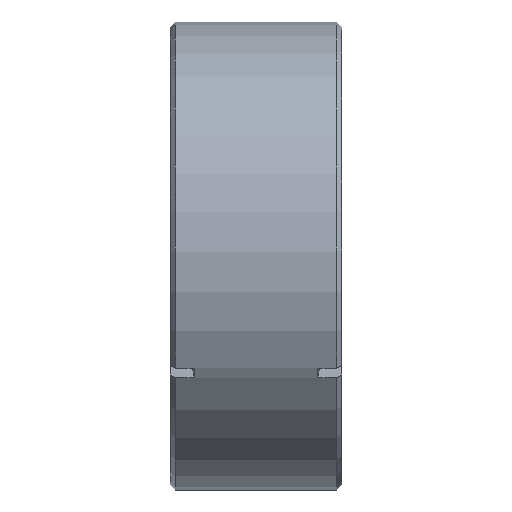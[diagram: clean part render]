
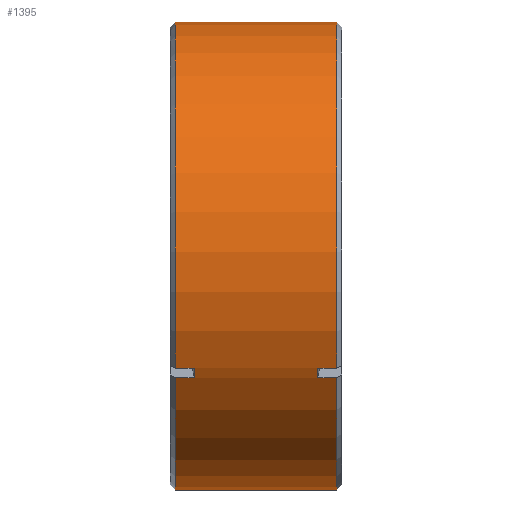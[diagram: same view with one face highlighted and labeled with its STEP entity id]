
A CAD part, front view. The second image highlights one B-rep face of the part: STEP entity #1395.
In plain terms, the highlighted cylindrical face has radius 34.671 mm (diameter 69.342 mm), a partial arc.
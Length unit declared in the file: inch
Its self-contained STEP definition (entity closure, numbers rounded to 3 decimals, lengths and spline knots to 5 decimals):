
#1 = CARTESIAN_POINT ( 'NONE',  ( 0.13999, -1.19732, -0.65548 ) ) ;
#11 = VECTOR ( 'NONE', #1015, 39.37008 ) ;
#30 = CARTESIAN_POINT ( 'NONE',  ( 0.86001, -1.16632, -0.70917 ) ) ;
#36 = VERTEX_POINT ( 'NONE', #2071 ) ;
#64 = EDGE_CURVE ( 'NONE', #1797, #36, #1291, .T. ) ;
#82 = LINE ( 'NONE', #677, #2254 ) ;
#84 = CIRCLE ( 'NONE', #1427, 1.365 ) ;
#85 = DIRECTION ( 'NONE',  ( 0., 0., -1. ) ) ;
#204 = ORIENTED_EDGE ( 'NONE', *, *, #889, .T. ) ;
#243 = CIRCLE ( 'NONE', #1804, 1.365 ) ;
#283 = DIRECTION ( 'NONE',  ( 1., 0., 0. ) ) ;
#307 = VERTEX_POINT ( 'NONE', #455 ) ;
#348 = AXIS2_PLACEMENT_3D ( 'NONE', #2401, #1390, #2444 ) ;
#380 = CARTESIAN_POINT ( 'NONE',  ( 0.97, 0., 0. ) ) ;
#398 = VERTEX_POINT ( 'NONE', #466 ) ;
#402 = DIRECTION ( 'NONE',  ( 0., 0., 1. ) ) ;
#404 = EDGE_CURVE ( 'NONE', #732, #36, #82, .T. ) ;
#424 = ORIENTED_EDGE ( 'NONE', *, *, #1854, .T. ) ;
#429 = CARTESIAN_POINT ( 'NONE',  ( 0.03, 0., 1.365 ) ) ;
#434 = VECTOR ( 'NONE', #1135, 39.37008 ) ;
#439 = DIRECTION ( 'NONE',  ( -1., 0., 0. ) ) ;
#442 = EDGE_CURVE ( 'NONE', #398, #1064, #717, .T. ) ;
#455 = CARTESIAN_POINT ( 'NONE',  ( 0.13999, -1.19732, -0.65548 ) ) ;
#460 = ORIENTED_EDGE ( 'NONE', *, *, #64, .T. ) ;
#466 = CARTESIAN_POINT ( 'NONE',  ( 0.86001, -1.19732, -0.65548 ) ) ;
#489 = CARTESIAN_POINT ( 'NONE',  ( 0.97, -1.19732, -0.65548 ) ) ;
#491 = EDGE_LOOP ( 'NONE', ( #2134, #1658, #861, #204, #1579, #424, #1133, #1773, #1685, #2311, #823, #460 ) ) ;
#507 = CARTESIAN_POINT ( 'NONE',  ( 0.97, 0., -1.365 ) ) ;
#549 = VERTEX_POINT ( 'NONE', #429 ) ;
#573 = B_SPLINE_CURVE_WITH_KNOTS ( 'NONE', 3,
 ( #1386, #2361, #995, #2187 ),
 .UNSPECIFIED., .F., .F.,
 ( 4, 4 ),
 ( 0., 0.00157 ),
 .UNSPECIFIED. ) ;
#578 = VERTEX_POINT ( 'NONE', #606 ) ;
#606 = CARTESIAN_POINT ( 'NONE',  ( 0.13999, -1.16632, -0.70917 ) ) ;
#643 = CARTESIAN_POINT ( 'NONE',  ( 0.03, 0., 0. ) ) ;
#677 = CARTESIAN_POINT ( 'NONE',  ( 0., 0., -1.365 ) ) ;
#717 = LINE ( 'NONE', #1572, #434 ) ;
#732 = VERTEX_POINT ( 'NONE', #507 ) ;
#821 = EDGE_CURVE ( 'NONE', #2368, #549, #1356, .T. ) ;
#823 = ORIENTED_EDGE ( 'NONE', *, *, #1375, .F. ) ;
#829 = CARTESIAN_POINT ( 'NONE',  ( 0.13999, -1.16632, -0.70917 ) ) ;
#841 = VECTOR ( 'NONE', #1548, 39.37008 ) ;
#847 = DIRECTION ( 'NONE',  ( 1., 0., 0. ) ) ;
#861 = ORIENTED_EDGE ( 'NONE', *, *, #2022, .F. ) ;
#889 = EDGE_CURVE ( 'NONE', #1709, #398, #573, .T. ) ;
#925 = LINE ( 'NONE', #1337, #841 ) ;
#971 = CARTESIAN_POINT ( 'NONE',  ( 0., 0., 1.365 ) ) ;
#995 = CARTESIAN_POINT ( 'NONE',  ( 0.86, -1.18739, -0.67361 ) ) ;
#1015 = DIRECTION ( 'NONE',  ( 1., 0., 0. ) ) ;
#1018 = CARTESIAN_POINT ( 'NONE',  ( 0.03, -1.19732, -0.65548 ) ) ;
#1050 = VECTOR ( 'NONE', #1137, 39.37008 ) ;
#1059 = DIRECTION ( 'NONE',  ( 1., 0., 0. ) ) ;
#1064 = VERTEX_POINT ( 'NONE', #489 ) ;
#1096 = DIRECTION ( 'NONE',  ( 0., 0., -1. ) ) ;
#1133 = ORIENTED_EDGE ( 'NONE', *, *, #821, .T. ) ;
#1135 = DIRECTION ( 'NONE',  ( 1., 0., 0. ) ) ;
#1137 = DIRECTION ( 'NONE',  ( -1., 0., 0. ) ) ;
#1161 = DIRECTION ( 'NONE',  ( -1., 0., 0. ) ) ;
#1199 = EDGE_CURVE ( 'NONE', #549, #2362, #243, .T. ) ;
#1221 = CARTESIAN_POINT ( 'NONE',  ( 0.97, 0., 1.365 ) ) ;
#1264 = LINE ( 'NONE', #1852, #1780 ) ;
#1291 = CIRCLE ( 'NONE', #2606, 1.365 ) ;
#1337 = CARTESIAN_POINT ( 'NONE',  ( 0., -1.16632, -0.70917 ) ) ;
#1356 = LINE ( 'NONE', #971, #1050 ) ;
#1375 = EDGE_CURVE ( 'NONE', #1797, #578, #2413, .T. ) ;
#1386 = CARTESIAN_POINT ( 'NONE',  ( 0.86001, -1.16632, -0.70917 ) ) ;
#1390 = DIRECTION ( 'NONE',  ( -1., 0., 0. ) ) ;
#1395 = ADVANCED_FACE ( 'NONE', ( #1827 ), #2248, .T. ) ;
#1427 = AXIS2_PLACEMENT_3D ( 'NONE', #380, #1161, #402 ) ;
#1434 = CARTESIAN_POINT ( 'NONE',  ( 0.97, 0., 0. ) ) ;
#1448 = CARTESIAN_POINT ( 'NONE',  ( 0.14, -1.18739, -0.67361 ) ) ;
#1484 = CARTESIAN_POINT ( 'NONE',  ( 0.03, 0., 0. ) ) ;
#1501 = DIRECTION ( 'NONE',  ( -1., 0., 0. ) ) ;
#1510 = CARTESIAN_POINT ( 'NONE',  ( 0.03, -1.16632, -0.70917 ) ) ;
#1548 = DIRECTION ( 'NONE',  ( 1., 0., 0. ) ) ;
#1558 = CIRCLE ( 'NONE', #1856, 1.365 ) ;
#1572 = CARTESIAN_POINT ( 'NONE',  ( 0., -1.19732, -0.65548 ) ) ;
#1579 = ORIENTED_EDGE ( 'NONE', *, *, #442, .T. ) ;
#1584 = EDGE_CURVE ( 'NONE', #2362, #307, #1264, .T. ) ;
#1640 = CARTESIAN_POINT ( 'NONE',  ( 0.14, -1.17706, -0.69151 ) ) ;
#1658 = ORIENTED_EDGE ( 'NONE', *, *, #1726, .T. ) ;
#1679 = B_SPLINE_CURVE_WITH_KNOTS ( 'NONE', 3,
 ( #829, #1640, #1448, #1 ),
 .UNSPECIFIED., .F., .F.,
 ( 4, 4 ),
 ( 0., 0.00157 ),
 .UNSPECIFIED. ) ;
#1685 = ORIENTED_EDGE ( 'NONE', *, *, #1584, .T. ) ;
#1709 = VERTEX_POINT ( 'NONE', #30 ) ;
#1726 = EDGE_CURVE ( 'NONE', #732, #1968, #1558, .T. ) ;
#1773 = ORIENTED_EDGE ( 'NONE', *, *, #1199, .T. ) ;
#1780 = VECTOR ( 'NONE', #1059, 39.37008 ) ;
#1797 = VERTEX_POINT ( 'NONE', #1510 ) ;
#1804 = AXIS2_PLACEMENT_3D ( 'NONE', #1484, #283, #1096 ) ;
#1827 = FACE_OUTER_BOUND ( 'NONE', #491, .T. ) ;
#1852 = CARTESIAN_POINT ( 'NONE',  ( 0., -1.19732, -0.65548 ) ) ;
#1854 = EDGE_CURVE ( 'NONE', #1064, #2368, #84, .T. ) ;
#1856 = AXIS2_PLACEMENT_3D ( 'NONE', #1434, #439, #1862 ) ;
#1862 = DIRECTION ( 'NONE',  ( 0., 0., 1. ) ) ;
#1968 = VERTEX_POINT ( 'NONE', #2498 ) ;
#2022 = EDGE_CURVE ( 'NONE', #1709, #1968, #925, .T. ) ;
#2071 = CARTESIAN_POINT ( 'NONE',  ( 0.03, 0., -1.365 ) ) ;
#2134 = ORIENTED_EDGE ( 'NONE', *, *, #404, .F. ) ;
#2187 = CARTESIAN_POINT ( 'NONE',  ( 0.86001, -1.19732, -0.65548 ) ) ;
#2248 = CYLINDRICAL_SURFACE ( 'NONE', #348, 1.365 ) ;
#2254 = VECTOR ( 'NONE', #1501, 39.37008 ) ;
#2311 = ORIENTED_EDGE ( 'NONE', *, *, #2503, .F. ) ;
#2361 = CARTESIAN_POINT ( 'NONE',  ( 0.86, -1.17706, -0.69151 ) ) ;
#2362 = VERTEX_POINT ( 'NONE', #1018 ) ;
#2368 = VERTEX_POINT ( 'NONE', #1221 ) ;
#2401 = CARTESIAN_POINT ( 'NONE',  ( 0., 0., 0. ) ) ;
#2413 = LINE ( 'NONE', #2612, #11 ) ;
#2444 = DIRECTION ( 'NONE',  ( 0., 0., 1. ) ) ;
#2498 = CARTESIAN_POINT ( 'NONE',  ( 0.97, -1.16632, -0.70917 ) ) ;
#2503 = EDGE_CURVE ( 'NONE', #578, #307, #1679, .T. ) ;
#2606 = AXIS2_PLACEMENT_3D ( 'NONE', #643, #847, #85 ) ;
#2612 = CARTESIAN_POINT ( 'NONE',  ( 0., -1.16632, -0.70917 ) ) ;
